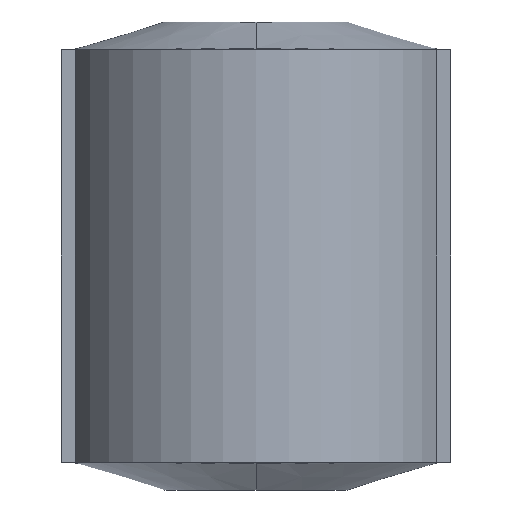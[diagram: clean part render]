
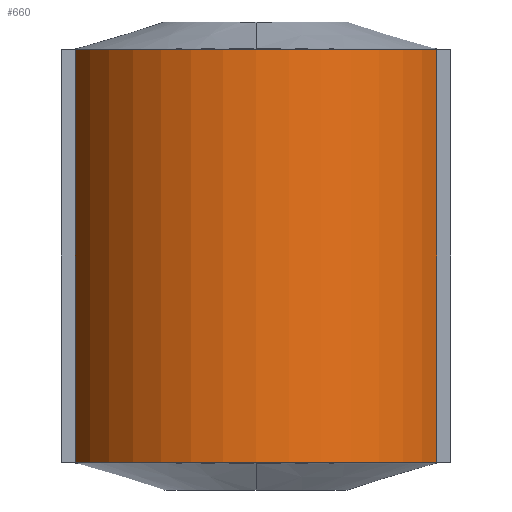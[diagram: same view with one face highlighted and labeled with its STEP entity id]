
A CAD part, left-side view. The second image highlights one B-rep face of the part: STEP entity #660.
In plain terms, the highlighted cylindrical face has radius 15.75 mm (diameter 31.5 mm), a partial arc.
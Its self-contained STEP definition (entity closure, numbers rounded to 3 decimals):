
#49 = DIRECTION ( 'NONE',  ( 0., 0., 1. ) ) ;
#61 = DIRECTION ( 'NONE',  ( 1., 0., 0. ) ) ;
#245 = DIRECTION ( 'NONE',  ( 1., 0., 0. ) ) ;
#246 = CIRCLE ( 'NONE', #1545, 15.75 ) ;
#265 = CARTESIAN_POINT ( 'NONE',  ( 5.706, 15.8, -16.75 ) ) ;
#270 = AXIS2_PLACEMENT_3D ( 'NONE', #733, #49, #61 ) ;
#319 = VERTEX_POINT ( 'NONE', #1026 ) ;
#353 = ORIENTED_EDGE ( 'NONE', *, *, #459, .T. ) ;
#419 = LINE ( 'NONE', #2823, #1560 ) ;
#420 = VERTEX_POINT ( 'NONE', #1090 ) ;
#459 = EDGE_CURVE ( 'NONE', #2904, #319, #246, .T. ) ;
#595 = EDGE_CURVE ( 'NONE', #1928, #420, #778, .T. ) ;
#660 = ADVANCED_FACE ( 'NONE', ( #2034 ), #2578, .T. ) ;
#733 = CARTESIAN_POINT ( 'NONE',  ( 5.706, 15.8, -16.75 ) ) ;
#778 = CIRCLE ( 'NONE', #2515, 15.75 ) ;
#900 = CARTESIAN_POINT ( 'NONE',  ( 0., 30.48, 16.75 ) ) ;
#952 = CARTESIAN_POINT ( 'NONE',  ( 0., 30.48, -16.75 ) ) ;
#1026 = CARTESIAN_POINT ( 'NONE',  ( 0., 1.12, -16.75 ) ) ;
#1074 = VECTOR ( 'NONE', #2671, 1000. ) ;
#1090 = CARTESIAN_POINT ( 'NONE',  ( 0., 1.12, 16.75 ) ) ;
#1091 = CARTESIAN_POINT ( 'NONE',  ( 0., 30.48, -16.75 ) ) ;
#1324 = DIRECTION ( 'NONE',  ( 0., 0., 1. ) ) ;
#1491 = ORIENTED_EDGE ( 'NONE', *, *, #2238, .T. ) ;
#1545 = AXIS2_PLACEMENT_3D ( 'NONE', #265, #2695, #2493 ) ;
#1560 = VECTOR ( 'NONE', #2159, 1000. ) ;
#1575 = CARTESIAN_POINT ( 'NONE',  ( 5.706, 15.8, 16.75 ) ) ;
#1928 = VERTEX_POINT ( 'NONE', #900 ) ;
#2034 = FACE_OUTER_BOUND ( 'NONE', #2557, .T. ) ;
#2159 = DIRECTION ( 'NONE',  ( 0., 0., 1. ) ) ;
#2238 = EDGE_CURVE ( 'NONE', #319, #420, #419, .T. ) ;
#2379 = ORIENTED_EDGE ( 'NONE', *, *, #595, .F. ) ;
#2493 = DIRECTION ( 'NONE',  ( 1., 0., 0. ) ) ;
#2515 = AXIS2_PLACEMENT_3D ( 'NONE', #1575, #1324, #245 ) ;
#2557 = EDGE_LOOP ( 'NONE', ( #1491, #2379, #2879, #353 ) ) ;
#2578 = CYLINDRICAL_SURFACE ( 'NONE', #270, 15.75 ) ;
#2671 = DIRECTION ( 'NONE',  ( 0., 0., 1. ) ) ;
#2695 = DIRECTION ( 'NONE',  ( 0., 0., 1. ) ) ;
#2762 = LINE ( 'NONE', #1091, #1074 ) ;
#2823 = CARTESIAN_POINT ( 'NONE',  ( 0., 1.12, -16.75 ) ) ;
#2835 = EDGE_CURVE ( 'NONE', #2904, #1928, #2762, .T. ) ;
#2879 = ORIENTED_EDGE ( 'NONE', *, *, #2835, .F. ) ;
#2904 = VERTEX_POINT ( 'NONE', #952 ) ;
